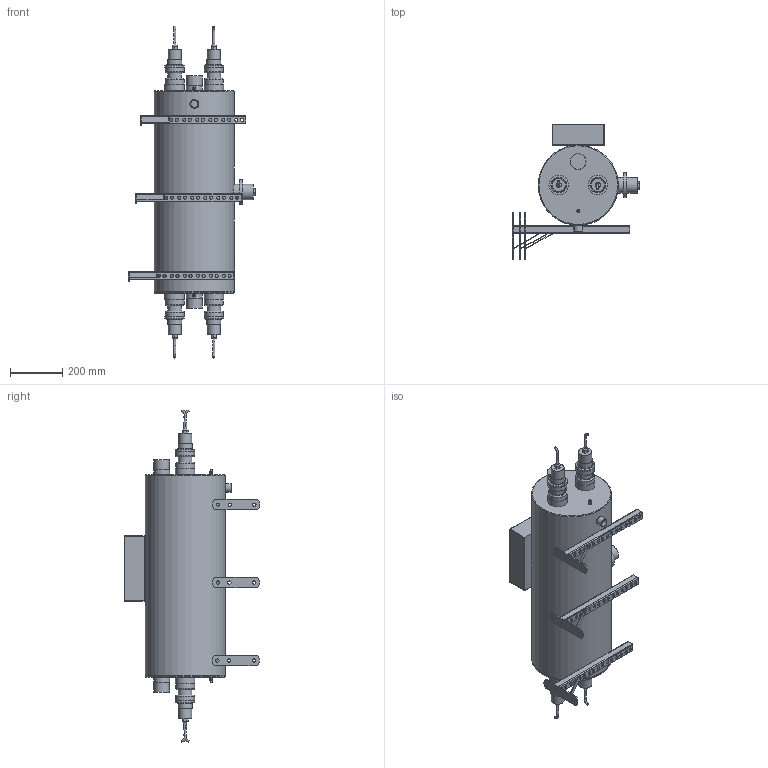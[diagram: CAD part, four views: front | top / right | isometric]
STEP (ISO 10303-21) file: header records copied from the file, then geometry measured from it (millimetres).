
FILE_DESCRIPTION (( 'STEP AP214' ), '1' );
FILE_NAME ('ÓÔÓ20.000.00.000 - Óñòàíîâêà ÓÔÓ-20.STEP', '2024-05-07T12:49:35', ( '' ), ( '' ), 'SwSTEP 2.0', 'SolidWorks 2022', '' );
FILE_SCHEMA (( 'AUTOMOTIVE_DESIGN' ));
Length unit declared in the file: millimetre
Products named in the file (1): УФУ20.000.00.000 - Установка УФУ-20
Bounding box: 489.33 x 520.35 x 1274.64 mm (x, y, z)
Volume: 60642784.2 mm3; surface area: 1785174.3 mm2
Topology: 17 solids, 32 shells, 631 faces, 1459 edges, 968 vertices
Faces by surface type: plane 313, cylinder 239, cone 61, torus 14, bspline 4
Full cylindrical faces by diameter (mm): 4 x2, 5.2 x2, 6 x2, 6.4 x4, 7.1 x2, 10.1 x2, 12 x52, 12.5 x9, 20 x1, 27.7 x1, 32 x1, 33.249 x1, 33.7 x1, 50 x12, 52 x4, 52.3 x4, 53 x8, 54 x12, 56 x8, 56.66 x8, 59.614 x2, 60 x4, 60.3 x4, 72 x8, 75 x8, 95 x1, 304 x1, 307 x2
Entity records: 24863 total; most frequent: CARTESIAN_POINT 4167, DIRECTION 2888, ORIENTED_EDGE 2398, EDGE_CURVE 1199, AXIS2_PLACEMENT_3D 1188, EDGE_LOOP 1116, VERTEX_POINT 907, FACE_OUTER_BOUND 810
